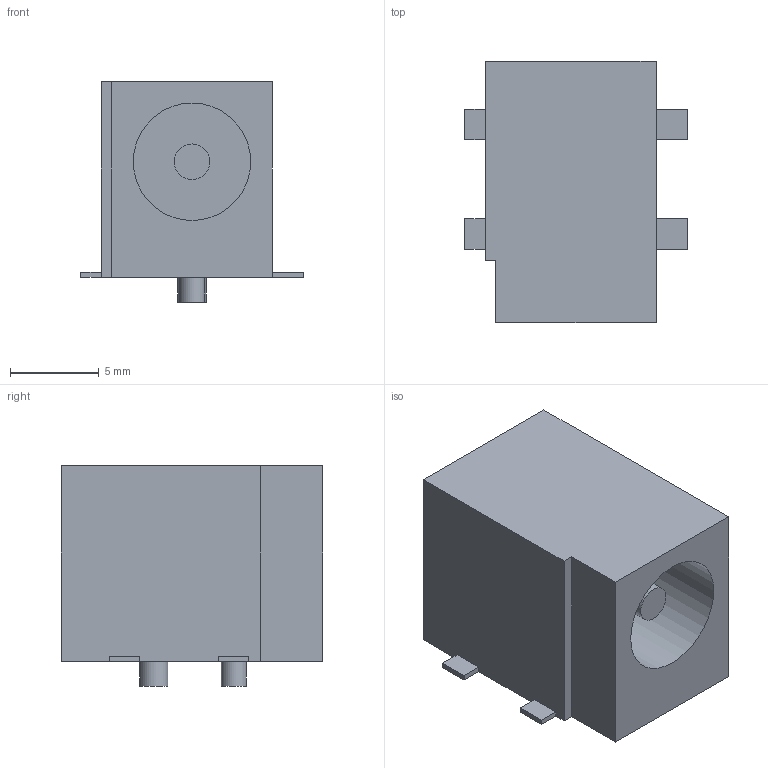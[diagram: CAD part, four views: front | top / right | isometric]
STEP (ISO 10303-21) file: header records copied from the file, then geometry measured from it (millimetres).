
FILE_DESCRIPTION(('FreeCAD Model'),'2;1');
FILE_NAME('Open CASCADE Shape Model','2023-06-20T21:03:58',('Author'),( ''),'Open CASCADE STEP processor 7.6','FreeCAD','Unknown');
FILE_SCHEMA(('AUTOMOTIVE_DESIGN { 1 0 10303 214 1 1 1 1 }'));
Length unit declared in the file: millimetre
Products named in the file (1): Body
Bounding box: 12.5 x 14.7 x 12.4 mm (x, y, z)
Volume: 1186 mm3; surface area: 1140.9 mm2
Topology: 1 solids, 1 shells, 38 faces, 88 edges, 56 vertices
Faces by surface type: plane 34, cylinder 4
Full cylindrical faces by diameter (mm): 1.4 x1, 1.6 x1, 2 x1, 6.6 x1
Entity records: 2234 total; most frequent: CARTESIAN_POINT 383, DIRECTION 346, LINE 248, VECTOR 248, ORIENTED_EDGE 176, PCURVE 176, DEFINITIONAL_REPRESENTATION 176, EDGE_CURVE 88
